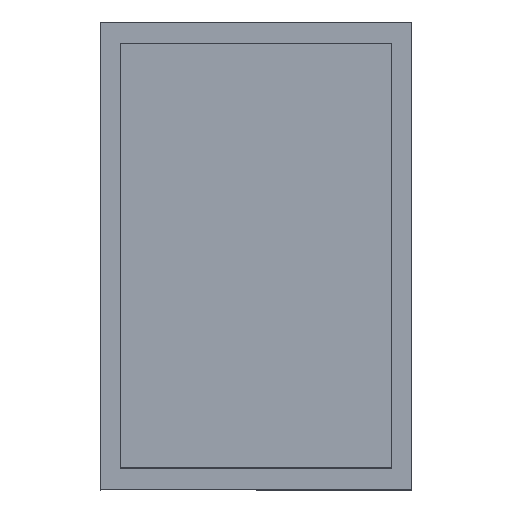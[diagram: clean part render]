
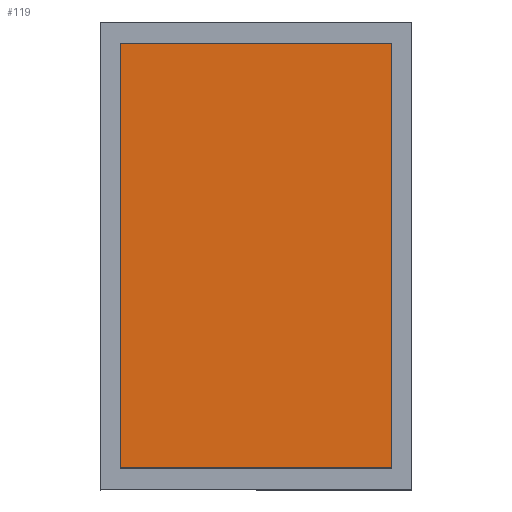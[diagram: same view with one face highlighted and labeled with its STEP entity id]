
A CAD part, top view. The second image highlights one B-rep face of the part: STEP entity #119.
In plain terms, the highlighted planar face has unit normal (0, 0, 1).
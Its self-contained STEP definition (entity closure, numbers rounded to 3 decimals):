
#2 = VERTEX_POINT ( 'NONE', #273 ) ;
#13 = VECTOR ( 'NONE', #172, 1000. ) ;
#16 = DIRECTION ( 'NONE',  ( 0., -1., 0. ) ) ;
#22 = EDGE_CURVE ( 'NONE', #115, #77, #304, .T. ) ;
#29 = VECTOR ( 'NONE', #270, 1000. ) ;
#30 = PLANE ( 'NONE',  #399 ) ;
#67 = CARTESIAN_POINT ( 'NONE',  ( 0., -136., 52. ) ) ;
#75 = DIRECTION ( 'NONE',  ( 1., 0., 0. ) ) ;
#77 = VERTEX_POINT ( 'NONE', #437 ) ;
#82 = VECTOR ( 'NONE', #16, 1000. ) ;
#97 = CARTESIAN_POINT ( 'NONE',  ( 0., 0., 52. ) ) ;
#105 = EDGE_CURVE ( 'NONE', #77, #457, #130, .T. ) ;
#115 = VERTEX_POINT ( 'NONE', #167 ) ;
#119 = ADVANCED_FACE ( 'NONE', ( #207 ), #30, .T. ) ;
#130 = LINE ( 'NONE', #97, #13 ) ;
#156 = ORIENTED_EDGE ( 'NONE', *, *, #22, .T. ) ;
#167 = CARTESIAN_POINT ( 'NONE',  ( 87., -136., 52. ) ) ;
#172 = DIRECTION ( 'NONE',  ( -1., 0., 0. ) ) ;
#180 = ORIENTED_EDGE ( 'NONE', *, *, #105, .T. ) ;
#207 = FACE_OUTER_BOUND ( 'NONE', #223, .T. ) ;
#223 = EDGE_LOOP ( 'NONE', ( #346, #381, #156, #180 ) ) ;
#233 = CARTESIAN_POINT ( 'NONE',  ( 87., 0., 52. ) ) ;
#264 = EDGE_CURVE ( 'NONE', #2, #115, #340, .T. ) ;
#266 = CARTESIAN_POINT ( 'NONE',  ( 0., 0., 52. ) ) ;
#270 = DIRECTION ( 'NONE',  ( 0., 1., 0. ) ) ;
#273 = CARTESIAN_POINT ( 'NONE',  ( 0., -136., 52. ) ) ;
#280 = CARTESIAN_POINT ( 'NONE',  ( 0., 0., 52. ) ) ;
#304 = LINE ( 'NONE', #233, #29 ) ;
#319 = LINE ( 'NONE', #266, #82 ) ;
#321 = DIRECTION ( 'NONE',  ( 0., 0., 1. ) ) ;
#323 = VECTOR ( 'NONE', #75, 1000. ) ;
#340 = LINE ( 'NONE', #67, #323 ) ;
#346 = ORIENTED_EDGE ( 'NONE', *, *, #363, .T. ) ;
#351 = CARTESIAN_POINT ( 'NONE',  ( 0., 0., 52. ) ) ;
#363 = EDGE_CURVE ( 'NONE', #457, #2, #319, .T. ) ;
#381 = ORIENTED_EDGE ( 'NONE', *, *, #264, .T. ) ;
#399 = AXIS2_PLACEMENT_3D ( 'NONE', #351, #321, #474 ) ;
#437 = CARTESIAN_POINT ( 'NONE',  ( 87., 0., 52. ) ) ;
#457 = VERTEX_POINT ( 'NONE', #280 ) ;
#474 = DIRECTION ( 'NONE',  ( 1., 0., 0. ) ) ;
